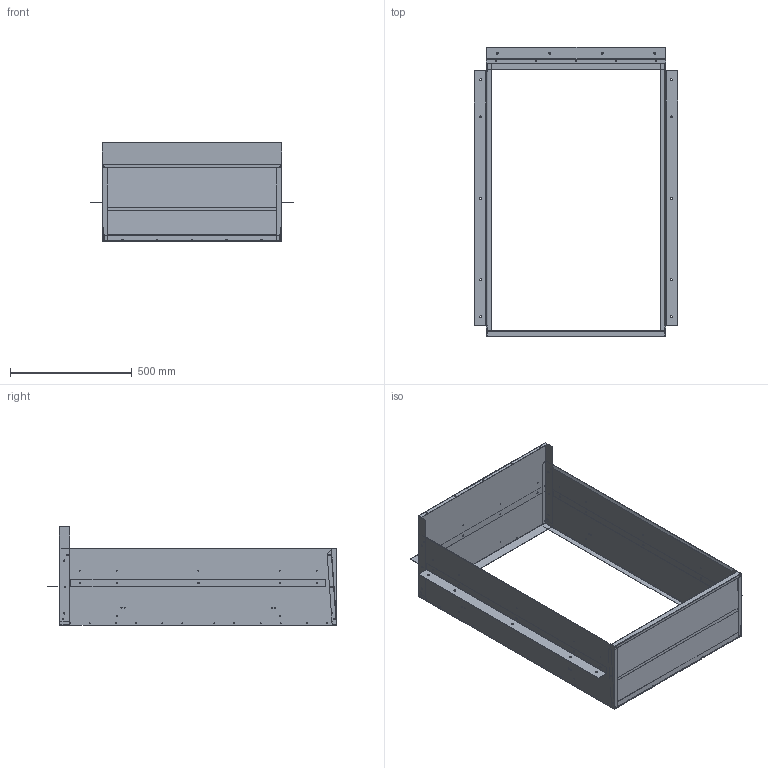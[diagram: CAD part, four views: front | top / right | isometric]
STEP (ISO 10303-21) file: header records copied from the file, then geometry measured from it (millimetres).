
FILE_DESCRIPTION (( 'STEP AP203' ), '1' );
FILE_NAME ('CPWS.STEP', '2017-09-07T13:51:52', ( 'admin' ), ( 'Microsoft' ), 'SwSTEP 2.0', 'SolidWorks 2016', '' );
FILE_SCHEMA (( 'CONFIG_CONTROL_DESIGN' ));
Length unit declared in the file: inch
Products named in the file (1): CPWS
Bounding box: 835.88 x 1192.18 x 406.57 mm (x, y, z)
Volume: 2169094.7 mm3; surface area: 3668111.8 mm2
Topology: 8 solids, 8 shells, 632 faces, 1578 edges, 952 vertices
Faces by surface type: cylinder 377, plane 225, bspline 30
Entity records: 20227 total; most frequent: CARTESIAN_POINT 4379, DIRECTION 3358, ORIENTED_EDGE 3156, EDGE_CURVE 1578, AXIS2_PLACEMENT_3D 1297, VERTEX_POINT 952, EDGE_LOOP 902, VECTOR 764
